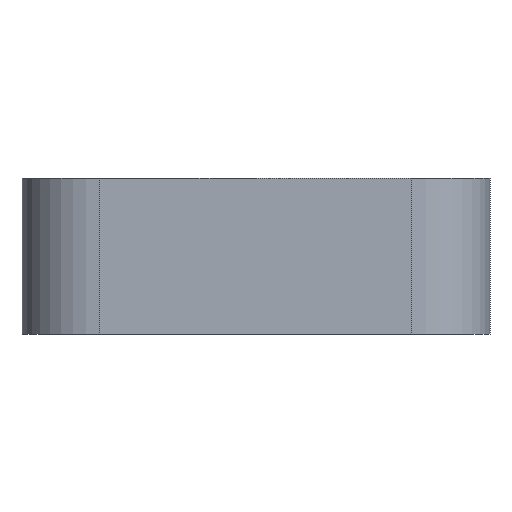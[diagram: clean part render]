
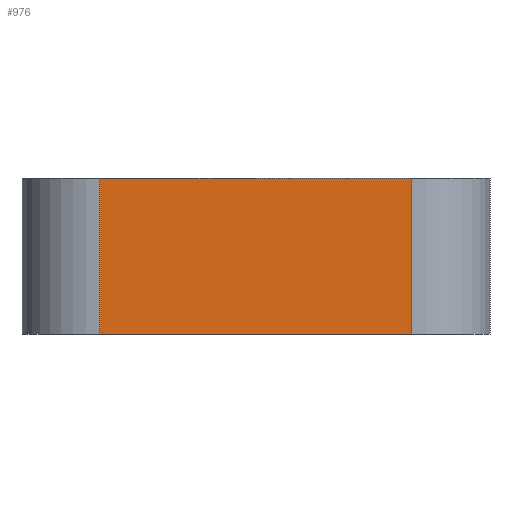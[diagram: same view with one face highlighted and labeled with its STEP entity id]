
A CAD part, left-side view. The second image highlights one B-rep face of the part: STEP entity #976.
In plain terms, the highlighted planar face has unit normal (-1, 0, 0).
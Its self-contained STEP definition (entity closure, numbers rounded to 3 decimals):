
#78 = CYLINDRICAL_SURFACE('',#79,5.5);
#79 = AXIS2_PLACEMENT_3D('',#80,#81,#82);
#80 = CARTESIAN_POINT('',(-16.,-11.,0.));
#81 = DIRECTION('',(-0.,-0.,-1.));
#82 = DIRECTION('',(-1.,0.,0.));
#106 = PLANE('',#107);
#107 = AXIS2_PLACEMENT_3D('',#108,#109,#110);
#108 = CARTESIAN_POINT('',(0.,0.,11.));
#109 = DIRECTION('',(0.,0.,1.));
#110 = DIRECTION('',(1.,0.,0.));
#160 = PLANE('',#161);
#161 = AXIS2_PLACEMENT_3D('',#162,#163,#164);
#162 = CARTESIAN_POINT('',(0.,0.,0.));
#163 = DIRECTION('',(0.,0.,1.));
#164 = DIRECTION('',(1.,0.,0.));
#175 = EDGE_CURVE('',#176,#178,#180,.T.);
#176 = VERTEX_POINT('',#177);
#177 = CARTESIAN_POINT('',(-21.5,-11.,0.));
#178 = VERTEX_POINT('',#179);
#179 = CARTESIAN_POINT('',(-21.5,-11.,11.));
#180 = SURFACE_CURVE('',#181,(#185,#192),.PCURVE_S1.);
#181 = LINE('',#182,#183);
#182 = CARTESIAN_POINT('',(-21.5,-11.,0.));
#183 = VECTOR('',#184,1.);
#184 = DIRECTION('',(0.,0.,1.));
#185 = PCURVE('',#78,#186);
#186 = DEFINITIONAL_REPRESENTATION('',(#187),#191);
#187 = LINE('',#188,#189);
#188 = CARTESIAN_POINT('',(-0.,0.));
#189 = VECTOR('',#190,1.);
#190 = DIRECTION('',(-0.,-1.));
#191 = ( GEOMETRIC_REPRESENTATION_CONTEXT(2) 
PARAMETRIC_REPRESENTATION_CONTEXT() REPRESENTATION_CONTEXT('2D SPACE',''
  ) );
#192 = PCURVE('',#193,#198);
#193 = PLANE('',#194);
#194 = AXIS2_PLACEMENT_3D('',#195,#196,#197);
#195 = CARTESIAN_POINT('',(-21.5,11.,0.));
#196 = DIRECTION('',(1.,0.,0.));
#197 = DIRECTION('',(0.,-1.,0.));
#198 = DEFINITIONAL_REPRESENTATION('',(#199),#203);
#199 = LINE('',#200,#201);
#200 = CARTESIAN_POINT('',(22.,0.));
#201 = VECTOR('',#202,1.);
#202 = DIRECTION('',(0.,-1.));
#203 = ( GEOMETRIC_REPRESENTATION_CONTEXT(2) 
PARAMETRIC_REPRESENTATION_CONTEXT() REPRESENTATION_CONTEXT('2D SPACE',''
  ) );
#414 = VERTEX_POINT('',#415);
#415 = CARTESIAN_POINT('',(-21.5,11.,0.));
#430 = CYLINDRICAL_SURFACE('',#431,5.5);
#431 = AXIS2_PLACEMENT_3D('',#432,#433,#434);
#432 = CARTESIAN_POINT('',(-16.,11.,0.));
#433 = DIRECTION('',(-0.,-0.,-1.));
#434 = DIRECTION('',(0.,1.,0.));
#442 = EDGE_CURVE('',#414,#176,#443,.T.);
#443 = SURFACE_CURVE('',#444,(#448,#455),.PCURVE_S1.);
#444 = LINE('',#445,#446);
#445 = CARTESIAN_POINT('',(-21.5,11.,0.));
#446 = VECTOR('',#447,1.);
#447 = DIRECTION('',(0.,-1.,0.));
#448 = PCURVE('',#160,#449);
#449 = DEFINITIONAL_REPRESENTATION('',(#450),#454);
#450 = LINE('',#451,#452);
#451 = CARTESIAN_POINT('',(-21.5,11.));
#452 = VECTOR('',#453,1.);
#453 = DIRECTION('',(0.,-1.));
#454 = ( GEOMETRIC_REPRESENTATION_CONTEXT(2) 
PARAMETRIC_REPRESENTATION_CONTEXT() REPRESENTATION_CONTEXT('2D SPACE',''
  ) );
#455 = PCURVE('',#193,#456);
#456 = DEFINITIONAL_REPRESENTATION('',(#457),#461);
#457 = LINE('',#458,#459);
#458 = CARTESIAN_POINT('',(0.,0.));
#459 = VECTOR('',#460,1.);
#460 = DIRECTION('',(1.,0.));
#461 = ( GEOMETRIC_REPRESENTATION_CONTEXT(2) 
PARAMETRIC_REPRESENTATION_CONTEXT() REPRESENTATION_CONTEXT('2D SPACE',''
  ) );
#933 = VERTEX_POINT('',#934);
#934 = CARTESIAN_POINT('',(-21.5,11.,11.));
#956 = EDGE_CURVE('',#933,#178,#957,.T.);
#957 = SURFACE_CURVE('',#958,(#962,#969),.PCURVE_S1.);
#958 = LINE('',#959,#960);
#959 = CARTESIAN_POINT('',(-21.5,11.,11.));
#960 = VECTOR('',#961,1.);
#961 = DIRECTION('',(0.,-1.,0.));
#962 = PCURVE('',#106,#963);
#963 = DEFINITIONAL_REPRESENTATION('',(#964),#968);
#964 = LINE('',#965,#966);
#965 = CARTESIAN_POINT('',(-21.5,11.));
#966 = VECTOR('',#967,1.);
#967 = DIRECTION('',(0.,-1.));
#968 = ( GEOMETRIC_REPRESENTATION_CONTEXT(2) 
PARAMETRIC_REPRESENTATION_CONTEXT() REPRESENTATION_CONTEXT('2D SPACE',''
  ) );
#969 = PCURVE('',#193,#970);
#970 = DEFINITIONAL_REPRESENTATION('',(#971),#975);
#971 = LINE('',#972,#973);
#972 = CARTESIAN_POINT('',(0.,-11.));
#973 = VECTOR('',#974,1.);
#974 = DIRECTION('',(1.,0.));
#975 = ( GEOMETRIC_REPRESENTATION_CONTEXT(2) 
PARAMETRIC_REPRESENTATION_CONTEXT() REPRESENTATION_CONTEXT('2D SPACE',''
  ) );
#976 = ADVANCED_FACE('',(#977),#193,.F.);
#977 = FACE_BOUND('',#978,.F.);
#978 = EDGE_LOOP('',(#979,#1000,#1001,#1002));
#979 = ORIENTED_EDGE('',*,*,#980,.T.);
#980 = EDGE_CURVE('',#414,#933,#981,.T.);
#981 = SURFACE_CURVE('',#982,(#986,#993),.PCURVE_S1.);
#982 = LINE('',#983,#984);
#983 = CARTESIAN_POINT('',(-21.5,11.,0.));
#984 = VECTOR('',#985,1.);
#985 = DIRECTION('',(0.,0.,1.));
#986 = PCURVE('',#193,#987);
#987 = DEFINITIONAL_REPRESENTATION('',(#988),#992);
#988 = LINE('',#989,#990);
#989 = CARTESIAN_POINT('',(0.,0.));
#990 = VECTOR('',#991,1.);
#991 = DIRECTION('',(0.,-1.));
#992 = ( GEOMETRIC_REPRESENTATION_CONTEXT(2) 
PARAMETRIC_REPRESENTATION_CONTEXT() REPRESENTATION_CONTEXT('2D SPACE',''
  ) );
#993 = PCURVE('',#430,#994);
#994 = DEFINITIONAL_REPRESENTATION('',(#995),#999);
#995 = LINE('',#996,#997);
#996 = CARTESIAN_POINT('',(-1.571,0.));
#997 = VECTOR('',#998,1.);
#998 = DIRECTION('',(-0.,-1.));
#999 = ( GEOMETRIC_REPRESENTATION_CONTEXT(2) 
PARAMETRIC_REPRESENTATION_CONTEXT() REPRESENTATION_CONTEXT('2D SPACE',''
  ) );
#1000 = ORIENTED_EDGE('',*,*,#956,.T.);
#1001 = ORIENTED_EDGE('',*,*,#175,.F.);
#1002 = ORIENTED_EDGE('',*,*,#442,.F.);
